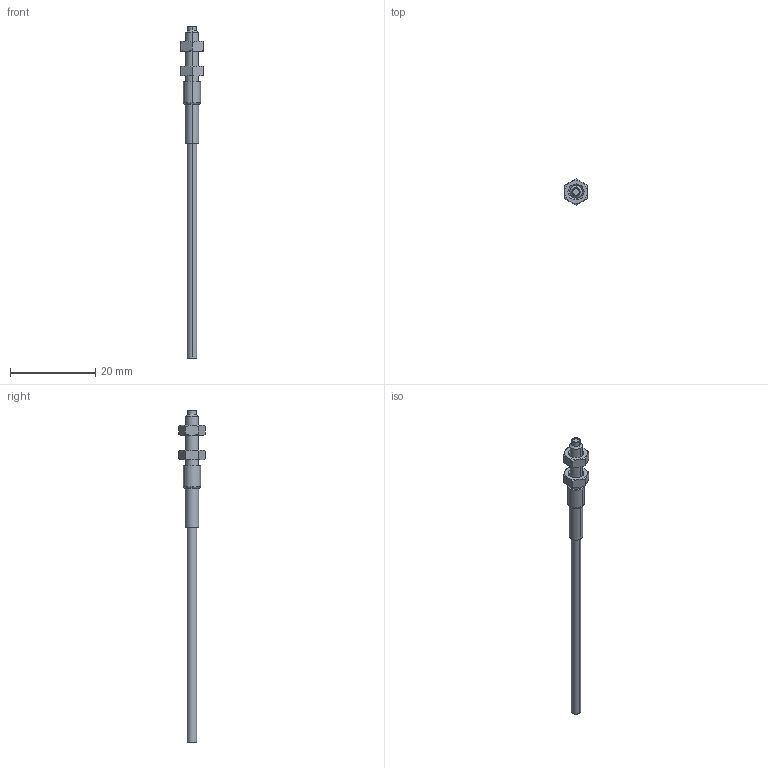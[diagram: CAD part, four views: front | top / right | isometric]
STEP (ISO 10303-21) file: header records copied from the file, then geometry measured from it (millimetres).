
FILE_DESCRIPTION((''),'2;1');
FILE_NAME('CAD2412_SW0001','2016-09-05T',('cmozuch'),(''),'PRO/ENGINEER BY PARAMETRIC TECHNOLOGY CORPORATION, 2015440','PRO/ENGINEER BY PARAMETRIC TECHNOLOGY CORPORATION, 2015440','');
FILE_SCHEMA(('CONFIG_CONTROL_DESIGN'));
Length unit declared in the file: millimetre
Products named in the file (1): CAD2412_SW0001
Bounding box: 5.4 x 6.24 x 78 mm (x, y, z)
Volume: 499.8 mm3; surface area: 780.1 mm2
Topology: 1 solids, 1 shells, 75 faces, 164 edges, 98 vertices
Faces by surface type: cone 36, plane 21, cylinder 16, torus 2
Entity records: 2922 total; most frequent: CARTESIAN_POINT 711, DIRECTION 342, ORIENTED_EDGE 328, EDGE_CURVE 164, AXIS2_PLACEMENT_3D 151, VERTEX_POINT 98, EDGE_LOOP 82, CIRCLE 76
